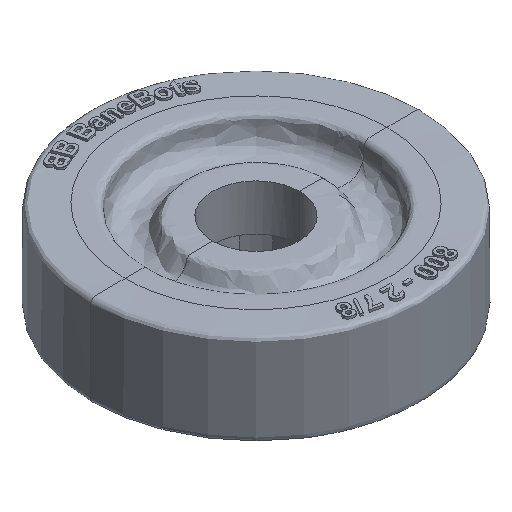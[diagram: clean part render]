
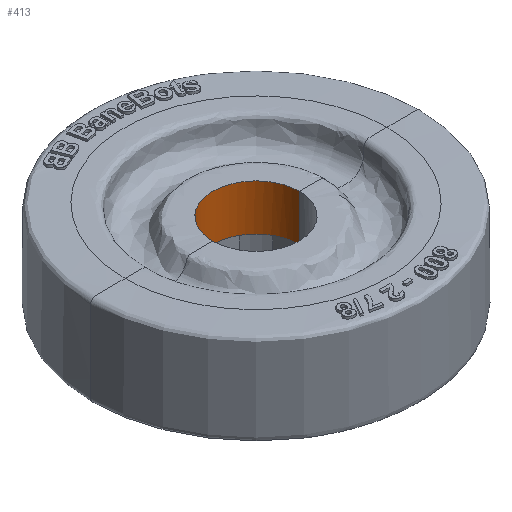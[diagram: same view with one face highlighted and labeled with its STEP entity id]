
A CAD part, isometric view. The second image highlights one B-rep face of the part: STEP entity #413.
In plain terms, the highlighted free-form (B-spline) face has degree [1, 2] with [2, 5] control points.
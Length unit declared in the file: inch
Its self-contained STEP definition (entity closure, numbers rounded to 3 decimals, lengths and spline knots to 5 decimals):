
#413=ADVANCED_FACE($,(#740),#4241,.T.);
#740=FACE_OUTER_BOUND($,#1138,.T.);
#1138=EDGE_LOOP($,(#2651,#2652,#2653,#2654));
#2651=ORIENTED_EDGE($,*,*,#3411,.T.);
#2652=ORIENTED_EDGE($,*,*,#3412,.T.);
#2653=ORIENTED_EDGE($,*,*,#3404,.F.);
#2654=ORIENTED_EDGE($,*,*,#3402,.T.);
#3402=EDGE_CURVE($,#3909,#3910,#4992,.T.);
#3404=EDGE_CURVE($,#3909,#3908,#4930,.T.);
#3411=EDGE_CURVE($,#3910,#3914,#4932,.T.);
#3412=EDGE_CURVE($,#3914,#3908,#4999,.T.);
#3908=VERTEX_POINT($,#19416);
#3909=VERTEX_POINT($,#19417);
#3910=VERTEX_POINT($,#19418);
#3914=VERTEX_POINT($,#19422);
#4241=(
BOUNDED_SURFACE()
B_SPLINE_SURFACE(1,2,((#19387,#19388,#19389,#19390,#19391),(#19392,#19393,
#19394,#19395,#19396)),.UNSPECIFIED.,.F.,.F.,.F.)
B_SPLINE_SURFACE_WITH_KNOTS((2,2),(3,2,3),(4.3,4.7),
(-1.1781,-0.58905,0.),.UNSPECIFIED.)
GEOMETRIC_REPRESENTATION_ITEM()
RATIONAL_B_SPLINE_SURFACE(((1.,0.707,1.,0.707,1.),
(1.,0.707,1.,0.707,1.)))
REPRESENTATION_ITEM($)
SURFACE()
);
#4930=B_SPLINE_CURVE_WITH_KNOTS($,1,(#18700,#18701),.UNSPECIFIED.,.F.,.F.,
(2,2),(4.3,4.7),.UNSPECIFIED.);
#4932=B_SPLINE_CURVE_WITH_KNOTS($,1,(#18771,#18772),.UNSPECIFIED.,.F.,.F.,
(2,2),(4.3,4.7),.UNSPECIFIED.);
#4992=(
BOUNDED_CURVE()
B_SPLINE_CURVE(2,(#18690,#18691,#18692,#18693,#18694),.UNSPECIFIED.,.F.,
.F.)
B_SPLINE_CURVE_WITH_KNOTS((3,2,3),(0.,0.58889,1.17777),
.UNSPECIFIED.)
CURVE()
GEOMETRIC_REPRESENTATION_ITEM()
RATIONAL_B_SPLINE_CURVE((1.,0.707,1.,0.707,1.))
REPRESENTATION_ITEM($)
);
#4999=(
BOUNDED_CURVE()
B_SPLINE_CURVE(2,(#18773,#18774,#18775,#18776,#18777),.UNSPECIFIED.,.F.,
.F.)
B_SPLINE_CURVE_WITH_KNOTS((3,2,3),(-1.17793,-0.58897,
0.),.UNSPECIFIED.)
CURVE()
GEOMETRIC_REPRESENTATION_ITEM()
RATIONAL_B_SPLINE_CURVE((1.,0.707,1.,0.707,1.))
REPRESENTATION_ITEM($)
);
#18690=CARTESIAN_POINT($,(0.375,0.,0.7));
#18691=CARTESIAN_POINT($,(0.375,0.375,0.7));
#18692=CARTESIAN_POINT($,(0.,0.375,0.7));
#18693=CARTESIAN_POINT($,(-0.375,0.375,0.7));
#18694=CARTESIAN_POINT($,(-0.375,0.,0.7));
#18700=CARTESIAN_POINT($,(0.375,0.,0.7));
#18701=CARTESIAN_POINT($,(0.375,0.,0.3));
#18771=CARTESIAN_POINT($,(-0.375,0.,0.7));
#18772=CARTESIAN_POINT($,(-0.375,0.,0.3));
#18773=CARTESIAN_POINT($,(-0.375,0.,0.3));
#18774=CARTESIAN_POINT($,(-0.375,0.375,0.3));
#18775=CARTESIAN_POINT($,(0.,0.375,0.3));
#18776=CARTESIAN_POINT($,(0.375,0.375,0.3));
#18777=CARTESIAN_POINT($,(0.375,0.,0.3));
#19387=CARTESIAN_POINT($,(-0.375,0.,0.7));
#19388=CARTESIAN_POINT($,(-0.375,0.375,0.7));
#19389=CARTESIAN_POINT($,(0.,0.375,0.7));
#19390=CARTESIAN_POINT($,(0.375,0.375,0.7));
#19391=CARTESIAN_POINT($,(0.375,0.,0.7));
#19392=CARTESIAN_POINT($,(-0.375,0.,0.3));
#19393=CARTESIAN_POINT($,(-0.375,0.375,0.3));
#19394=CARTESIAN_POINT($,(0.,0.375,0.3));
#19395=CARTESIAN_POINT($,(0.375,0.375,0.3));
#19396=CARTESIAN_POINT($,(0.375,0.,0.3));
#19416=CARTESIAN_POINT($,(0.375,0.,0.3));
#19417=CARTESIAN_POINT($,(0.375,0.,0.7));
#19418=CARTESIAN_POINT($,(-0.375,0.,0.7));
#19422=CARTESIAN_POINT($,(-0.375,0.,0.3));
